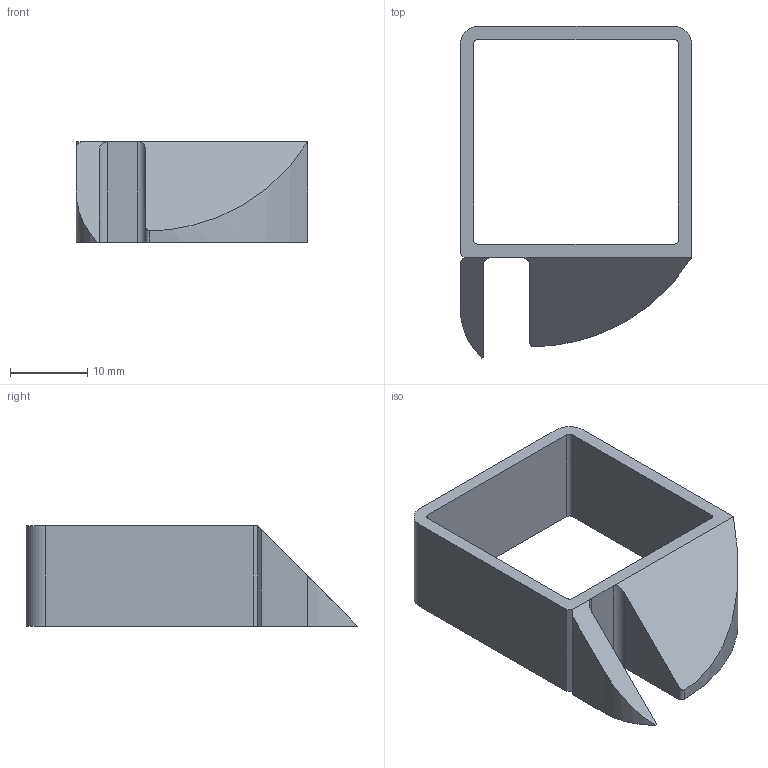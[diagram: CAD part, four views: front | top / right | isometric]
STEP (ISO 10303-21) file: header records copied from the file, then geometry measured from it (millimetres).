
FILE_DESCRIPTION(('STEP AP203'),'2;1');
FILE_NAME('XF63011G.stp','2011-02-02T13:18:13',(''),(''),'2009.3.110','THINKDESIGN','');
FILE_SCHEMA(('CONFIG_CONTROL_DESIGN'));
Length unit declared in the file: millimetre
Bounding box: 30 x 43 x 13 mm (x, y, z)
Volume: 3865.6 mm3; surface area: 3998.1 mm2
Topology: 1 solids, 1 shells, 32 faces, 83 edges, 54 vertices
Faces by surface type: plane 20, cylinder 12
Entity records: 1076 total; most frequent: DIRECTION 171, CARTESIAN_POINT 169, ORIENTED_EDGE 166, EDGE_CURVE 83, VECTOR 59, LINE 59, AXIS2_PLACEMENT_3D 56, VERTEX_POINT 54
